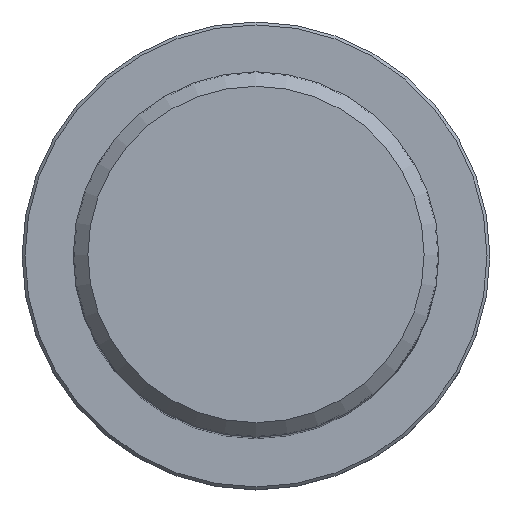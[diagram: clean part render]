
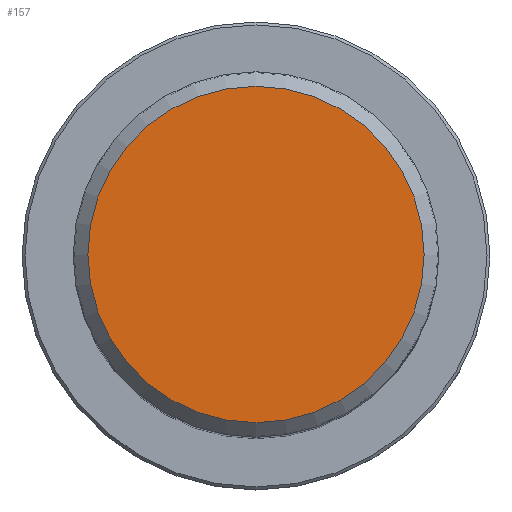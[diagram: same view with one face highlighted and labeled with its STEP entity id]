
A CAD part, top view. The second image highlights one B-rep face of the part: STEP entity #157.
In plain terms, the highlighted planar face has unit normal (0, 0, 1).
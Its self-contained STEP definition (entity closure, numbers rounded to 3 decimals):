
#95=PLANE('',#427);
#98=FACE_OUTER_BOUND('',#249,.T.);
#157=ADVANCED_FACE('',(#98),#95,.F.);
#249=EDGE_LOOP('',(#299));
#299=ORIENTED_EDGE('',*,*,#365,.T.);
#340=VERTEX_POINT('',#638);
#365=EDGE_CURVE('',#340,#340,#389,.T.);
#389=CIRCLE('',#426,11.5);
#426=AXIS2_PLACEMENT_3D('',#637,#501,#502);
#427=AXIS2_PLACEMENT_3D('',#639,#503,#504);
#501=DIRECTION('',(0.,0.,1.));
#502=DIRECTION('',(0.,1.,0.));
#503=DIRECTION('',(0.,0.,-1.));
#504=DIRECTION('',(0.,-1.,0.));
#637=CARTESIAN_POINT('',(0.,0.,56.));
#638=CARTESIAN_POINT('',(0.,11.5,56.));
#639=CARTESIAN_POINT('',(-11.5,0.,56.));
